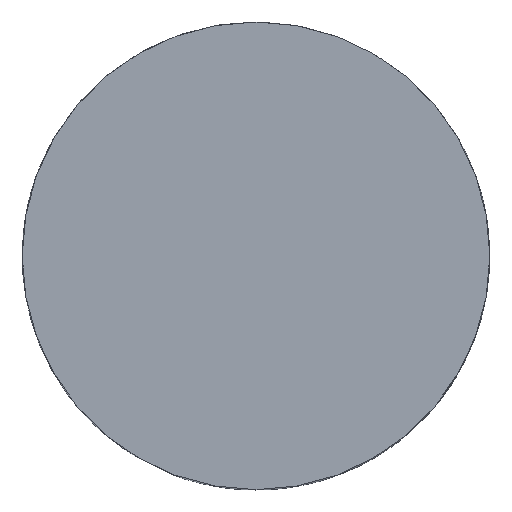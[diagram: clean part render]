
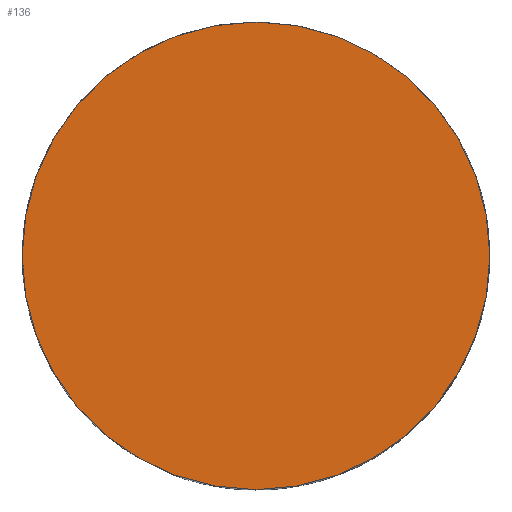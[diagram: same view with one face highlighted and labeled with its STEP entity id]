
A CAD part, top view. The second image highlights one B-rep face of the part: STEP entity #136.
In plain terms, the highlighted planar face has unit normal (0, 0, 1).
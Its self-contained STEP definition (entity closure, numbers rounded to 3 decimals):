
#136=ADVANCED_FACE('240[2]',(#400),#401,.F.);
#305=EDGE_CURVE('240[2]',#634,#634,#635,.T.);
#400=FACE_OUTER_BOUND('',#736,.T.);
#401=PLANE('',#737);
#634=VERTEX_POINT('',#1098);
#635=CIRCLE('',#1099,25.0);
#736=EDGE_LOOP('',(#1247));
#737=AXIS2_PLACEMENT_3D('',#1248,#1249,#1250);
#1098=CARTESIAN_POINT('',(0.,-25.0,0.));
#1099=AXIS2_PLACEMENT_3D('',#1531,#1532,#1533);
#1247=ORIENTED_EDGE('',*,*,#305,.F.);
#1248=CARTESIAN_POINT('',(0.0,0.0,0.0));
#1249=DIRECTION('',(0.,0.,-1.0));
#1250=DIRECTION('',(1.0,0.,0.));
#1531=CARTESIAN_POINT('',(0.0,0.0,0.0));
#1532=DIRECTION('',(0.,0.,-1.0));
#1533=DIRECTION('',(0.,1.0,0.));
